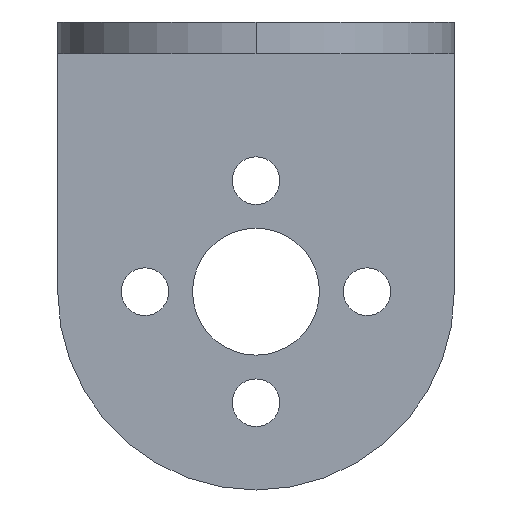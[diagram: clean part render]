
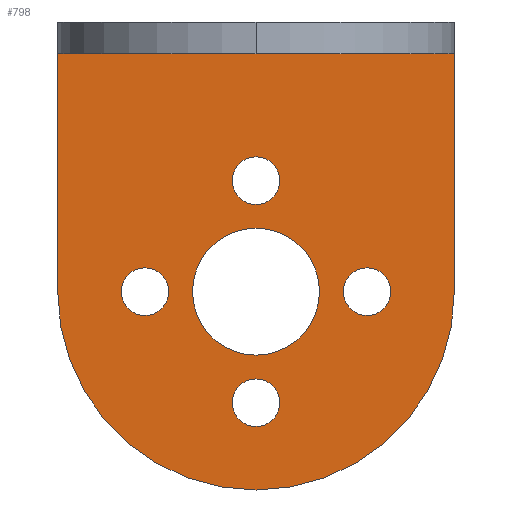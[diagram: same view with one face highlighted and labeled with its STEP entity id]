
A CAD part, left-side view. The second image highlights one B-rep face of the part: STEP entity #798.
In plain terms, the highlighted planar face has unit normal (-1, 0, 0).
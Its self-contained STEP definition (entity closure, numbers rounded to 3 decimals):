
#7 = FACE_BOUND ( 'NONE', #930, .T. ) ;
#12 = LINE ( 'NONE', #100, #372 ) ;
#14 = EDGE_CURVE ( 'NONE', #773, #581, #970, .T. ) ;
#23 = AXIS2_PLACEMENT_3D ( 'NONE', #419, #820, #737 ) ;
#26 = ORIENTED_EDGE ( 'NONE', *, *, #729, .F. ) ;
#41 = CARTESIAN_POINT ( 'NONE',  ( 20., -19.5, -15. ) ) ;
#44 = CIRCLE ( 'NONE', #23, 1.5 ) ;
#77 = VERTEX_POINT ( 'NONE', #623 ) ;
#78 = ORIENTED_EDGE ( 'NONE', *, *, #748, .T. ) ;
#82 = CARTESIAN_POINT ( 'NONE',  ( 20., 0., -15. ) ) ;
#88 = LINE ( 'NONE', #812, #166 ) ;
#92 = DIRECTION ( 'NONE',  ( -1., 0., 0. ) ) ;
#94 = AXIS2_PLACEMENT_3D ( 'NONE', #41, #445, #761 ) ;
#95 = FACE_BOUND ( 'NONE', #847, .T. ) ;
#96 = VERTEX_POINT ( 'NONE', #458 ) ;
#100 = CARTESIAN_POINT ( 'NONE',  ( 20., 0., 0. ) ) ;
#121 = CARTESIAN_POINT ( 'NONE',  ( 20., -21., -15. ) ) ;
#135 = CARTESIAN_POINT ( 'NONE',  ( 20., -12.5, -8. ) ) ;
#157 = AXIS2_PLACEMENT_3D ( 'NONE', #489, #893, #397 ) ;
#162 = CIRCLE ( 'NONE', #291, 4. ) ;
#166 = VECTOR ( 'NONE', #981, 1000. ) ;
#172 = VERTEX_POINT ( 'NONE', #609 ) ;
#178 = PLANE ( 'NONE',  #988 ) ;
#180 = CARTESIAN_POINT ( 'NONE',  ( 20., -16.5, -15. ) ) ;
#220 = AXIS2_PLACEMENT_3D ( 'NONE', #135, #946, #461 ) ;
#221 = DIRECTION ( 'NONE',  ( 1., 0., 0. ) ) ;
#228 = CARTESIAN_POINT ( 'NONE',  ( 20., -4., -15. ) ) ;
#246 = DIRECTION ( 'NONE',  ( 1., 0., 0. ) ) ;
#256 = CARTESIAN_POINT ( 'NONE',  ( 20., -14., -8. ) ) ;
#258 = CARTESIAN_POINT ( 'NONE',  ( 20., -19.5, -15. ) ) ;
#260 = FACE_BOUND ( 'NONE', #459, .T. ) ;
#278 = DIRECTION ( 'NONE',  ( 0., 1., 0. ) ) ;
#281 = EDGE_CURVE ( 'NONE', #767, #559, #353, .T. ) ;
#291 = AXIS2_PLACEMENT_3D ( 'NONE', #848, #365, #592 ) ;
#328 = AXIS2_PLACEMENT_3D ( 'NONE', #1040, #246, #408 ) ;
#336 = VERTEX_POINT ( 'NONE', #180 ) ;
#353 = LINE ( 'NONE', #437, #845 ) ;
#355 = CIRCLE ( 'NONE', #587, 1.5 ) ;
#357 = ORIENTED_EDGE ( 'NONE', *, *, #633, .T. ) ;
#362 = EDGE_CURVE ( 'NONE', #336, #1001, #162, .T. ) ;
#365 = DIRECTION ( 'NONE',  ( 1., 0., 0. ) ) ;
#370 = ORIENTED_EDGE ( 'NONE', *, *, #281, .F. ) ;
#372 = VECTOR ( 'NONE', #423, 1000. ) ;
#373 = CARTESIAN_POINT ( 'NONE',  ( 20., -8.5, -15. ) ) ;
#397 = DIRECTION ( 'NONE',  ( 0., 1., 0. ) ) ;
#408 = DIRECTION ( 'NONE',  ( 0., 1., 0. ) ) ;
#409 = CIRCLE ( 'NONE', #328, 1.5 ) ;
#418 = EDGE_CURVE ( 'NONE', #901, #96, #630, .T. ) ;
#419 = CARTESIAN_POINT ( 'NONE',  ( 20., -12.5, -22. ) ) ;
#423 = DIRECTION ( 'NONE',  ( 0., 0., -1. ) ) ;
#433 = DIRECTION ( 'NONE',  ( 0., 1., 0. ) ) ;
#437 = CARTESIAN_POINT ( 'NONE',  ( 20., 0., 0. ) ) ;
#445 = DIRECTION ( 'NONE',  ( 1., 0., 0. ) ) ;
#447 = ORIENTED_EDGE ( 'NONE', *, *, #827, .T. ) ;
#458 = CARTESIAN_POINT ( 'NONE',  ( 20., -18., -15. ) ) ;
#459 = EDGE_LOOP ( 'NONE', ( #771, #732 ) ) ;
#461 = DIRECTION ( 'NONE',  ( 0., 1., 0. ) ) ;
#468 = CARTESIAN_POINT ( 'NONE',  ( 20., -14., -22. ) ) ;
#476 = CIRCLE ( 'NONE', #906, 12.5 ) ;
#487 = EDGE_CURVE ( 'NONE', #77, #532, #523, .T. ) ;
#489 = CARTESIAN_POINT ( 'NONE',  ( 20., -12.5, -15. ) ) ;
#494 = CIRCLE ( 'NONE', #157, 4. ) ;
#500 = CARTESIAN_POINT ( 'NONE',  ( 20., 0., 0. ) ) ;
#501 = VERTEX_POINT ( 'NONE', #786 ) ;
#523 = CIRCLE ( 'NONE', #864, 1.5 ) ;
#532 = VERTEX_POINT ( 'NONE', #228 ) ;
#533 = EDGE_CURVE ( 'NONE', #581, #773, #776, .T. ) ;
#542 = CIRCLE ( 'NONE', #94, 1.5 ) ;
#559 = VERTEX_POINT ( 'NONE', #876 ) ;
#581 = VERTEX_POINT ( 'NONE', #934 ) ;
#587 = AXIS2_PLACEMENT_3D ( 'NONE', #653, #793, #810 ) ;
#592 = DIRECTION ( 'NONE',  ( 0., 1., 0. ) ) ;
#595 = VERTEX_POINT ( 'NONE', #82 ) ;
#609 = CARTESIAN_POINT ( 'NONE',  ( 20., -11., -22. ) ) ;
#614 = DIRECTION ( 'NONE',  ( 0., 1., 0. ) ) ;
#623 = CARTESIAN_POINT ( 'NONE',  ( 20., -7., -15. ) ) ;
#630 = CIRCLE ( 'NONE', #1033, 1.5 ) ;
#633 = EDGE_CURVE ( 'NONE', #532, #77, #409, .T. ) ;
#652 = EDGE_CURVE ( 'NONE', #959, #172, #355, .T. ) ;
#653 = CARTESIAN_POINT ( 'NONE',  ( 20., -12.5, -22. ) ) ;
#661 = CARTESIAN_POINT ( 'NONE',  ( 20., 0., 0. ) ) ;
#663 = DIRECTION ( 'NONE',  ( 0., 1., 0. ) ) ;
#670 = FACE_BOUND ( 'NONE', #785, .T. ) ;
#676 = EDGE_CURVE ( 'NONE', #1001, #336, #494, .T. ) ;
#682 = CARTESIAN_POINT ( 'NONE',  ( 20., -12.5, -8. ) ) ;
#729 = EDGE_CURVE ( 'NONE', #559, #501, #88, .T. ) ;
#732 = ORIENTED_EDGE ( 'NONE', *, *, #676, .T. ) ;
#737 = DIRECTION ( 'NONE',  ( 0., 1., 0. ) ) ;
#746 = ORIENTED_EDGE ( 'NONE', *, *, #533, .T. ) ;
#748 = EDGE_CURVE ( 'NONE', #595, #501, #476, .T. ) ;
#761 = DIRECTION ( 'NONE',  ( 0., 1., 0. ) ) ;
#763 = DIRECTION ( 'NONE',  ( 0., -1., 0. ) ) ;
#767 = VERTEX_POINT ( 'NONE', #661 ) ;
#771 = ORIENTED_EDGE ( 'NONE', *, *, #362, .T. ) ;
#773 = VERTEX_POINT ( 'NONE', #256 ) ;
#776 = CIRCLE ( 'NONE', #220, 1.5 ) ;
#778 = EDGE_LOOP ( 'NONE', ( #370, #897, #78, #26 ) ) ;
#780 = CARTESIAN_POINT ( 'NONE',  ( 20., -5.5, -15. ) ) ;
#785 = EDGE_LOOP ( 'NONE', ( #1024, #746 ) ) ;
#786 = CARTESIAN_POINT ( 'NONE',  ( 20., -25., -15. ) ) ;
#793 = DIRECTION ( 'NONE',  ( 1., 0., 0. ) ) ;
#798 = ADVANCED_FACE ( 'NONE', ( #825, #95, #260, #7, #670, #900 ), #178, .F. ) ;
#800 = AXIS2_PLACEMENT_3D ( 'NONE', #682, #1019, #278 ) ;
#804 = EDGE_CURVE ( 'NONE', #767, #595, #12, .T. ) ;
#810 = DIRECTION ( 'NONE',  ( 0., 1., 0. ) ) ;
#812 = CARTESIAN_POINT ( 'NONE',  ( 20., -25., 0. ) ) ;
#816 = DIRECTION ( 'NONE',  ( 1., 0., 0. ) ) ;
#820 = DIRECTION ( 'NONE',  ( 1., 0., 0. ) ) ;
#825 = FACE_OUTER_BOUND ( 'NONE', #778, .T. ) ;
#827 = EDGE_CURVE ( 'NONE', #172, #959, #44, .T. ) ;
#839 = DIRECTION ( 'NONE',  ( 0., 1., 0. ) ) ;
#845 = VECTOR ( 'NONE', #763, 1000. ) ;
#847 = EDGE_LOOP ( 'NONE', ( #977, #851 ) ) ;
#848 = CARTESIAN_POINT ( 'NONE',  ( 20., -12.5, -15. ) ) ;
#851 = ORIENTED_EDGE ( 'NONE', *, *, #979, .T. ) ;
#864 = AXIS2_PLACEMENT_3D ( 'NONE', #780, #221, #614 ) ;
#874 = ORIENTED_EDGE ( 'NONE', *, *, #487, .T. ) ;
#876 = CARTESIAN_POINT ( 'NONE',  ( 20., -25., 0. ) ) ;
#893 = DIRECTION ( 'NONE',  ( 1., 0., 0. ) ) ;
#897 = ORIENTED_EDGE ( 'NONE', *, *, #804, .T. ) ;
#900 = FACE_BOUND ( 'NONE', #1043, .T. ) ;
#901 = VERTEX_POINT ( 'NONE', #121 ) ;
#906 = AXIS2_PLACEMENT_3D ( 'NONE', #976, #92, #663 ) ;
#919 = DIRECTION ( 'NONE',  ( 1., 0., 0. ) ) ;
#930 = EDGE_LOOP ( 'NONE', ( #874, #357 ) ) ;
#934 = CARTESIAN_POINT ( 'NONE',  ( 20., -11., -8. ) ) ;
#946 = DIRECTION ( 'NONE',  ( 1., 0., 0. ) ) ;
#959 = VERTEX_POINT ( 'NONE', #468 ) ;
#970 = CIRCLE ( 'NONE', #800, 1.5 ) ;
#976 = CARTESIAN_POINT ( 'NONE',  ( 20., -12.5, -15. ) ) ;
#977 = ORIENTED_EDGE ( 'NONE', *, *, #418, .T. ) ;
#979 = EDGE_CURVE ( 'NONE', #96, #901, #542, .T. ) ;
#981 = DIRECTION ( 'NONE',  ( 0., 0., -1. ) ) ;
#988 = AXIS2_PLACEMENT_3D ( 'NONE', #500, #816, #433 ) ;
#1001 = VERTEX_POINT ( 'NONE', #373 ) ;
#1019 = DIRECTION ( 'NONE',  ( 1., 0., 0. ) ) ;
#1024 = ORIENTED_EDGE ( 'NONE', *, *, #14, .T. ) ;
#1030 = ORIENTED_EDGE ( 'NONE', *, *, #652, .T. ) ;
#1033 = AXIS2_PLACEMENT_3D ( 'NONE', #258, #919, #839 ) ;
#1040 = CARTESIAN_POINT ( 'NONE',  ( 20., -5.5, -15. ) ) ;
#1043 = EDGE_LOOP ( 'NONE', ( #1030, #447 ) ) ;
